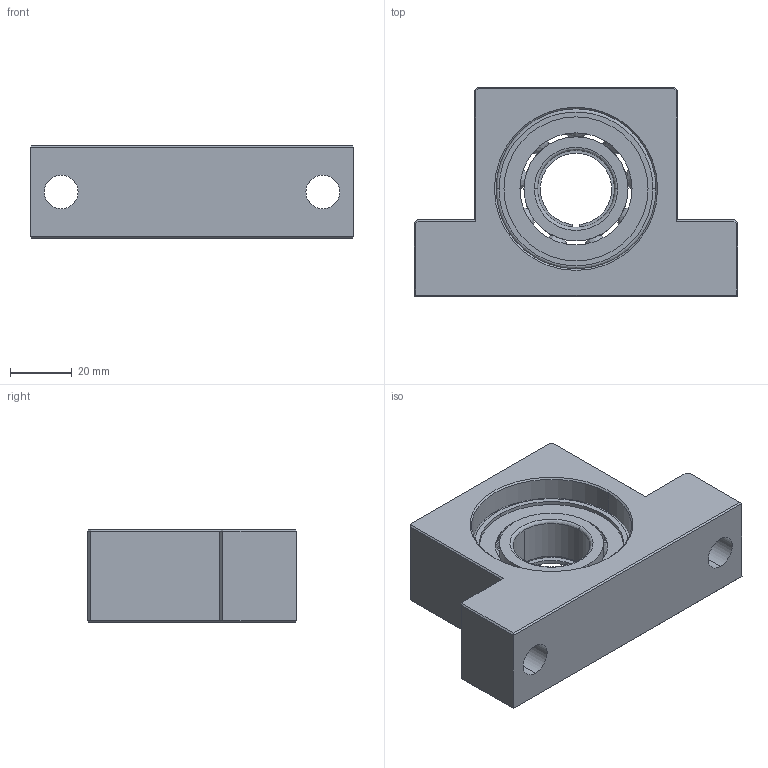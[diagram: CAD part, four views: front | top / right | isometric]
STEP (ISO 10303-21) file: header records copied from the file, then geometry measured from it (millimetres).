
FILE_DESCRIPTION (( 'STEP AP214' ), '1' );
FILE_NAME ('EF25.STEP', '2019-04-04T09:01:05', ( '' ), ( '' ), 'SwSTEP 2.0', 'SolidWorks 2015', '' );
FILE_SCHEMA (( 'AUTOMOTIVE_DESIGN' ));
Length unit declared in the file: millimetre
Products named in the file (1): EF25
Bounding box: 105 x 68 x 30 mm (x, y, z)
Volume: 110223.4 mm3; surface area: 37324.3 mm2
Topology: 3 solids, 3 shells, 748 faces, 2194 edges, 1439 vertices
Faces by surface type: plane 584, bspline 118, cylinder 42, cone 4
Entity records: 30975 total; most frequent: CARTESIAN_POINT 10114, ORIENTED_EDGE 4316, DIRECTION 3383, EDGE_CURVE 2158, VECTOR 1615, LINE 1615, VERTEX_POINT 1439, AXIS2_PLACEMENT_3D 884
